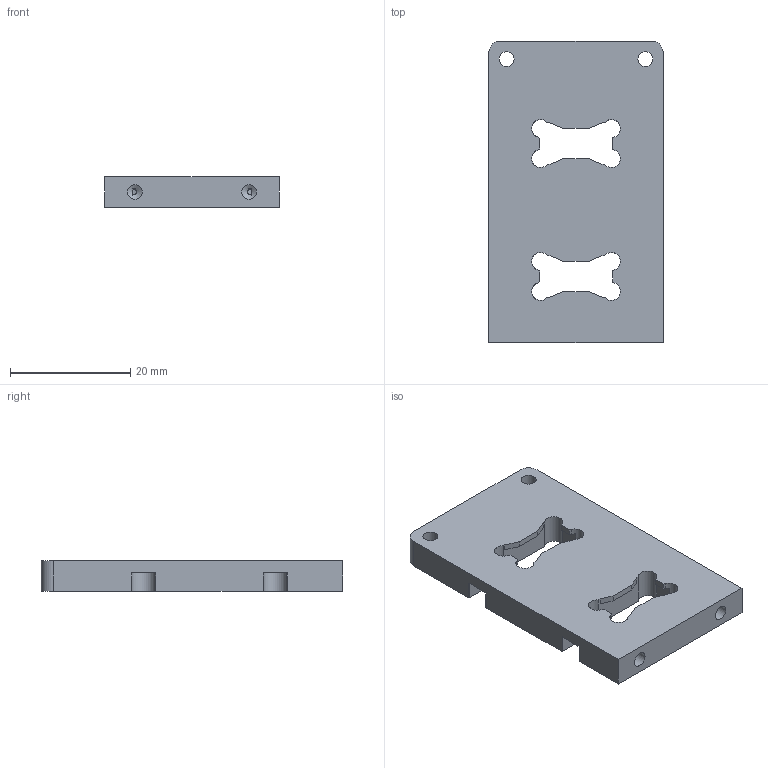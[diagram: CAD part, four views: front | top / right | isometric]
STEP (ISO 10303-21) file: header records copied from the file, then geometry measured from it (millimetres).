
FILE_DESCRIPTION(/* description */ (''),/* implementation_level */ '2;1');
FILE_NAME(/* name */ 'kicker_plate.stp',/* time_stamp */ '2020-10-21T17:35:14+02:00',/* author */ ('xxnew'),/* organization */ (''),/* preprocessor_version */ 'ST-DEVELOPER v17',/* originating_system */ 'Autodesk Inventor 2019',/* authorisation */ '');
FILE_SCHEMA (('AUTOMOTIVE_DESIGN { 1 0 10303 214 3 1 1 }'));
Length unit declared in the file: millimetre
Products named in the file (1): kicker_plate
Bounding box: 29.1 x 50.2 x 5 mm (x, y, z)
Volume: 5866.6 mm3; surface area: 4134.8 mm2
Topology: 1 solids, 1 shells, 86 faces, 262 edges, 176 vertices
Faces by surface type: plane 58, cylinder 26, cone 2
Full cylindrical faces by diameter (mm): 2.459 x2, 2.5 x2
Entity records: 3079 total; most frequent: CARTESIAN_POINT 600, ORIENTED_EDGE 524, DIRECTION 502, EDGE_CURVE 262, LINE 190, VECTOR 190, VERTEX_POINT 176, AXIS2_PLACEMENT_3D 156
